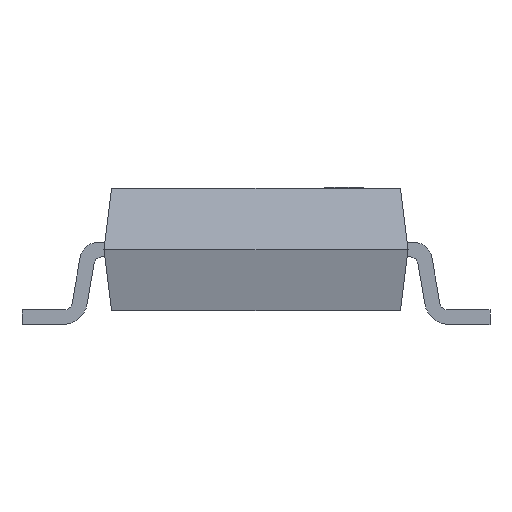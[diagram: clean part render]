
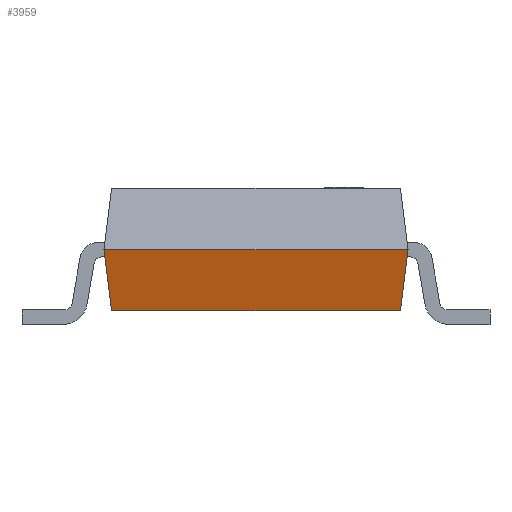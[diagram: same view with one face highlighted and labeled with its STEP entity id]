
A CAD part, front view. The second image highlights one B-rep face of the part: STEP entity #3959.
In plain terms, the highlighted free-form (B-spline) face has degree [1, 1] with [2, 2] control points.
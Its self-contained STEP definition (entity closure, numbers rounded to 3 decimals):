
#874 = VERTEX_POINT('',#875);
#875 = CARTESIAN_POINT('',(-1.95,-4.325,0.963));
#880 = EDGE_CURVE('',#881,#874,#883,.T.);
#881 = VERTEX_POINT('',#882);
#882 = CARTESIAN_POINT('',(1.95,-4.325,0.963));
#883 = LINE('',#884,#885);
#884 = CARTESIAN_POINT('',(1.95,-4.325,0.963));
#885 = VECTOR('',#886,1.);
#886 = DIRECTION('',(-1.,0.,0.));
#3959 = ADVANCED_FACE('',(#3960),#3983,.T.);
#3960 = FACE_BOUND('',#3961,.T.);
#3961 = EDGE_LOOP('',(#3962,#3963,#3970,#3978));
#3962 = ORIENTED_EDGE('',*,*,#880,.T.);
#3963 = ORIENTED_EDGE('',*,*,#3964,.T.);
#3964 = EDGE_CURVE('',#874,#3965,#3967,.T.);
#3965 = VERTEX_POINT('',#3966);
#3966 = CARTESIAN_POINT('',(-1.853,-4.109,0.175));
#3967 = B_SPLINE_CURVE_WITH_KNOTS('',1,(#3968,#3969),.UNSPECIFIED.,.F.,
  .F.,(2,2),(0.,1.),.PIECEWISE_BEZIER_KNOTS.);
#3968 = CARTESIAN_POINT('',(-1.95,-4.325,0.963));
#3969 = CARTESIAN_POINT('',(-1.853,-4.109,0.175));
#3970 = ORIENTED_EDGE('',*,*,#3971,.F.);
#3971 = EDGE_CURVE('',#3972,#3965,#3974,.T.);
#3972 = VERTEX_POINT('',#3973);
#3973 = CARTESIAN_POINT('',(1.853,-4.109,0.175));
#3974 = LINE('',#3975,#3976);
#3975 = CARTESIAN_POINT('',(1.853,-4.109,0.175));
#3976 = VECTOR('',#3977,1.);
#3977 = DIRECTION('',(-1.,0.,0.));
#3978 = ORIENTED_EDGE('',*,*,#3979,.F.);
#3979 = EDGE_CURVE('',#881,#3972,#3980,.T.);
#3980 = B_SPLINE_CURVE_WITH_KNOTS('',1,(#3981,#3982),.UNSPECIFIED.,.F.,
  .F.,(2,2),(0.,1.),.PIECEWISE_BEZIER_KNOTS.);
#3981 = CARTESIAN_POINT('',(1.95,-4.325,0.963));
#3982 = CARTESIAN_POINT('',(1.853,-4.109,0.175));
#3983 = B_SPLINE_SURFACE_WITH_KNOTS('',1,1,(
    (#3984,#3985)
    ,(#3986,#3987
    )),.UNSPECIFIED.,.F.,.F.,.F.,(2,2),(2,2),(0.,3.9),(0.,1.),
  .PIECEWISE_BEZIER_KNOTS.);
#3984 = CARTESIAN_POINT('',(1.95,-4.325,0.963));
#3985 = CARTESIAN_POINT('',(1.853,-4.109,0.175));
#3986 = CARTESIAN_POINT('',(-1.95,-4.325,0.963));
#3987 = CARTESIAN_POINT('',(-1.853,-4.109,0.175));
